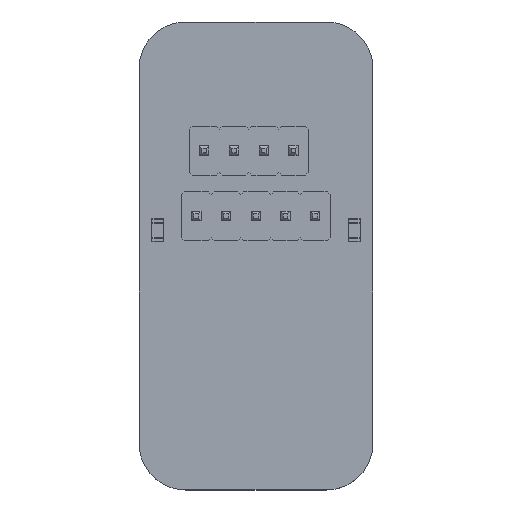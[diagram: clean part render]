
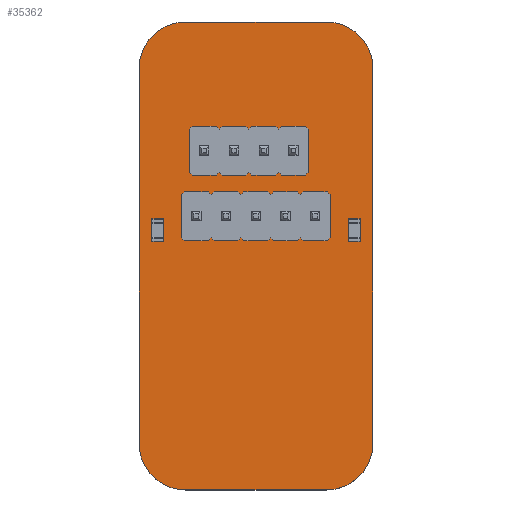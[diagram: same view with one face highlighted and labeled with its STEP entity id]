
A CAD part, top view. The second image highlights one B-rep face of the part: STEP entity #35362.
In plain terms, the highlighted planar face has unit normal (0, 0, 1).
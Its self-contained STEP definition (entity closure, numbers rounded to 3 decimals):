
#35090 = VERTEX_POINT('',#35091);
#35091 = CARTESIAN_POINT('',(3.,10.,1.6));
#35097 = EDGE_CURVE('',#35090,#35098,#35100,.T.);
#35098 = VERTEX_POINT('',#35099);
#35099 = CARTESIAN_POINT('',(4.997,8.143,1.6));
#35100 = CIRCLE('',#35101,1.998);
#35101 = AXIS2_PLACEMENT_3D('',#35102,#35103,#35104);
#35102 = CARTESIAN_POINT('',(3.005,8.002,1.6));
#35103 = DIRECTION('',(0.,0.,-1.));
#35104 = DIRECTION('',(-0.002,1.,0.));
#35132 = VERTEX_POINT('',#35133);
#35133 = CARTESIAN_POINT('',(-3.,10.,1.6));
#35139 = EDGE_CURVE('',#35132,#35090,#35140,.T.);
#35140 = LINE('',#35141,#35142);
#35141 = CARTESIAN_POINT('',(-3.,10.,1.6));
#35142 = VECTOR('',#35143,1.);
#35143 = DIRECTION('',(1.,0.,0.));
#35161 = EDGE_CURVE('',#35098,#35162,#35164,.T.);
#35162 = VERTEX_POINT('',#35163);
#35163 = CARTESIAN_POINT('',(5.,8.,1.6));
#35164 = LINE('',#35165,#35166);
#35165 = CARTESIAN_POINT('',(4.997,8.143,1.6));
#35166 = VECTOR('',#35167,1.);
#35167 = DIRECTION('',(0.018,-1.,0.));
#35362 = ADVANCED_FACE('',(#35363,#35433,#35444,#35455,#35466,#35477,
    #35488,#35499,#35510,#35521),#35532,.T.);
#35363 = FACE_BOUND('',#35364,.T.);
#35364 = EDGE_LOOP('',(#35365,#35366,#35367,#35375,#35384,#35392,#35401,
    #35409,#35417,#35426,#35432));
#35365 = ORIENTED_EDGE('',*,*,#35097,.F.);
#35366 = ORIENTED_EDGE('',*,*,#35139,.F.);
#35367 = ORIENTED_EDGE('',*,*,#35368,.F.);
#35368 = EDGE_CURVE('',#35369,#35132,#35371,.T.);
#35369 = VERTEX_POINT('',#35370);
#35370 = CARTESIAN_POINT('',(-3.143,9.997,1.6));
#35371 = LINE('',#35372,#35373);
#35372 = CARTESIAN_POINT('',(-3.143,9.997,1.6));
#35373 = VECTOR('',#35374,1.);
#35374 = DIRECTION('',(1.,0.018,0.));
#35375 = ORIENTED_EDGE('',*,*,#35376,.F.);
#35376 = EDGE_CURVE('',#35377,#35369,#35379,.T.);
#35377 = VERTEX_POINT('',#35378);
#35378 = CARTESIAN_POINT('',(-5.,8.,1.6));
#35379 = CIRCLE('',#35380,1.998);
#35380 = AXIS2_PLACEMENT_3D('',#35381,#35382,#35383);
#35381 = CARTESIAN_POINT('',(-3.002,8.005,1.6));
#35382 = DIRECTION('',(0.,0.,-1.));
#35383 = DIRECTION('',(-1.,-0.002,-0.));
#35384 = ORIENTED_EDGE('',*,*,#35385,.F.);
#35385 = EDGE_CURVE('',#35386,#35377,#35388,.T.);
#35386 = VERTEX_POINT('',#35387);
#35387 = CARTESIAN_POINT('',(-5.,-8.,1.6));
#35388 = LINE('',#35389,#35390);
#35389 = CARTESIAN_POINT('',(-5.,-8.,1.6));
#35390 = VECTOR('',#35391,1.);
#35391 = DIRECTION('',(0.,1.,0.));
#35392 = ORIENTED_EDGE('',*,*,#35393,.F.);
#35393 = EDGE_CURVE('',#35394,#35386,#35396,.T.);
#35394 = VERTEX_POINT('',#35395);
#35395 = CARTESIAN_POINT('',(-3.,-10.,1.6));
#35396 = CIRCLE('',#35397,2.);
#35397 = AXIS2_PLACEMENT_3D('',#35398,#35399,#35400);
#35398 = CARTESIAN_POINT('',(-3.,-8.,1.6));
#35399 = DIRECTION('',(0.,0.,-1.));
#35400 = DIRECTION('',(0.,-1.,0.));
#35401 = ORIENTED_EDGE('',*,*,#35402,.F.);
#35402 = EDGE_CURVE('',#35403,#35394,#35405,.T.);
#35403 = VERTEX_POINT('',#35404);
#35404 = CARTESIAN_POINT('',(3.,-10.,1.6));
#35405 = LINE('',#35406,#35407);
#35406 = CARTESIAN_POINT('',(3.,-10.,1.6));
#35407 = VECTOR('',#35408,1.);
#35408 = DIRECTION('',(-1.,0.,0.));
#35409 = ORIENTED_EDGE('',*,*,#35410,.F.);
#35410 = EDGE_CURVE('',#35411,#35403,#35413,.T.);
#35411 = VERTEX_POINT('',#35412);
#35412 = CARTESIAN_POINT('',(3.143,-9.997,1.6));
#35413 = LINE('',#35414,#35415);
#35414 = CARTESIAN_POINT('',(3.143,-9.997,1.6));
#35415 = VECTOR('',#35416,1.);
#35416 = DIRECTION('',(-1.,-0.018,0.));
#35417 = ORIENTED_EDGE('',*,*,#35418,.F.);
#35418 = EDGE_CURVE('',#35419,#35411,#35421,.T.);
#35419 = VERTEX_POINT('',#35420);
#35420 = CARTESIAN_POINT('',(5.,-8.,1.6));
#35421 = CIRCLE('',#35422,1.998);
#35422 = AXIS2_PLACEMENT_3D('',#35423,#35424,#35425);
#35423 = CARTESIAN_POINT('',(3.002,-8.005,1.6));
#35424 = DIRECTION('',(0.,0.,-1.));
#35425 = DIRECTION('',(1.,0.002,0.));
#35426 = ORIENTED_EDGE('',*,*,#35427,.F.);
#35427 = EDGE_CURVE('',#35162,#35419,#35428,.T.);
#35428 = LINE('',#35429,#35430);
#35429 = CARTESIAN_POINT('',(5.,8.,1.6));
#35430 = VECTOR('',#35431,1.);
#35431 = DIRECTION('',(0.,-1.,0.));
#35432 = ORIENTED_EDGE('',*,*,#35161,.F.);
#35433 = FACE_BOUND('',#35434,.T.);
#35434 = EDGE_LOOP('',(#35435));
#35435 = ORIENTED_EDGE('',*,*,#35436,.T.);
#35436 = EDGE_CURVE('',#35437,#35437,#35439,.T.);
#35437 = VERTEX_POINT('',#35438);
#35438 = CARTESIAN_POINT('',(-2.55,1.375,1.6));
#35439 = CIRCLE('',#35440,0.325);
#35440 = AXIS2_PLACEMENT_3D('',#35441,#35442,#35443);
#35441 = CARTESIAN_POINT('',(-2.55,1.7,1.6));
#35442 = DIRECTION('',(-0.,0.,-1.));
#35443 = DIRECTION('',(-0.,-1.,0.));
#35444 = FACE_BOUND('',#35445,.T.);
#35445 = EDGE_LOOP('',(#35446));
#35446 = ORIENTED_EDGE('',*,*,#35447,.T.);
#35447 = EDGE_CURVE('',#35448,#35448,#35450,.T.);
#35448 = VERTEX_POINT('',#35449);
#35449 = CARTESIAN_POINT('',(-1.28,1.375,1.6));
#35450 = CIRCLE('',#35451,0.325);
#35451 = AXIS2_PLACEMENT_3D('',#35452,#35453,#35454);
#35452 = CARTESIAN_POINT('',(-1.28,1.7,1.6));
#35453 = DIRECTION('',(-0.,0.,-1.));
#35454 = DIRECTION('',(-0.,-1.,0.));
#35455 = FACE_BOUND('',#35456,.T.);
#35456 = EDGE_LOOP('',(#35457));
#35457 = ORIENTED_EDGE('',*,*,#35458,.T.);
#35458 = EDGE_CURVE('',#35459,#35459,#35461,.T.);
#35459 = VERTEX_POINT('',#35460);
#35460 = CARTESIAN_POINT('',(-0.01,1.375,1.6));
#35461 = CIRCLE('',#35462,0.325);
#35462 = AXIS2_PLACEMENT_3D('',#35463,#35464,#35465);
#35463 = CARTESIAN_POINT('',(-0.01,1.7,1.6));
#35464 = DIRECTION('',(-0.,0.,-1.));
#35465 = DIRECTION('',(0.,-1.,-0.));
#35466 = FACE_BOUND('',#35467,.T.);
#35467 = EDGE_LOOP('',(#35468));
#35468 = ORIENTED_EDGE('',*,*,#35469,.T.);
#35469 = EDGE_CURVE('',#35470,#35470,#35472,.T.);
#35470 = VERTEX_POINT('',#35471);
#35471 = CARTESIAN_POINT('',(1.26,1.375,1.6));
#35472 = CIRCLE('',#35473,0.325);
#35473 = AXIS2_PLACEMENT_3D('',#35474,#35475,#35476);
#35474 = CARTESIAN_POINT('',(1.26,1.7,1.6));
#35475 = DIRECTION('',(-0.,0.,-1.));
#35476 = DIRECTION('',(-0.,-1.,0.));
#35477 = FACE_BOUND('',#35478,.T.);
#35478 = EDGE_LOOP('',(#35479));
#35479 = ORIENTED_EDGE('',*,*,#35480,.T.);
#35480 = EDGE_CURVE('',#35481,#35481,#35483,.T.);
#35481 = VERTEX_POINT('',#35482);
#35482 = CARTESIAN_POINT('',(2.53,1.375,1.6));
#35483 = CIRCLE('',#35484,0.325);
#35484 = AXIS2_PLACEMENT_3D('',#35485,#35486,#35487);
#35485 = CARTESIAN_POINT('',(2.53,1.7,1.6));
#35486 = DIRECTION('',(-0.,0.,-1.));
#35487 = DIRECTION('',(0.,-1.,0.));
#35488 = FACE_BOUND('',#35489,.T.);
#35489 = EDGE_LOOP('',(#35490));
#35490 = ORIENTED_EDGE('',*,*,#35491,.T.);
#35491 = EDGE_CURVE('',#35492,#35492,#35494,.T.);
#35492 = VERTEX_POINT('',#35493);
#35493 = CARTESIAN_POINT('',(-2.21,4.175,1.6));
#35494 = CIRCLE('',#35495,0.325);
#35495 = AXIS2_PLACEMENT_3D('',#35496,#35497,#35498);
#35496 = CARTESIAN_POINT('',(-2.21,4.5,1.6));
#35497 = DIRECTION('',(-0.,0.,-1.));
#35498 = DIRECTION('',(-0.,-1.,0.));
#35499 = FACE_BOUND('',#35500,.T.);
#35500 = EDGE_LOOP('',(#35501));
#35501 = ORIENTED_EDGE('',*,*,#35502,.T.);
#35502 = EDGE_CURVE('',#35503,#35503,#35505,.T.);
#35503 = VERTEX_POINT('',#35504);
#35504 = CARTESIAN_POINT('',(-0.94,4.175,1.6));
#35505 = CIRCLE('',#35506,0.325);
#35506 = AXIS2_PLACEMENT_3D('',#35507,#35508,#35509);
#35507 = CARTESIAN_POINT('',(-0.94,4.5,1.6));
#35508 = DIRECTION('',(-0.,0.,-1.));
#35509 = DIRECTION('',(-0.,-1.,0.));
#35510 = FACE_BOUND('',#35511,.T.);
#35511 = EDGE_LOOP('',(#35512));
#35512 = ORIENTED_EDGE('',*,*,#35513,.T.);
#35513 = EDGE_CURVE('',#35514,#35514,#35516,.T.);
#35514 = VERTEX_POINT('',#35515);
#35515 = CARTESIAN_POINT('',(0.33,4.175,1.6));
#35516 = CIRCLE('',#35517,0.325);
#35517 = AXIS2_PLACEMENT_3D('',#35518,#35519,#35520);
#35518 = CARTESIAN_POINT('',(0.33,4.5,1.6));
#35519 = DIRECTION('',(-0.,0.,-1.));
#35520 = DIRECTION('',(-0.,-1.,0.));
#35521 = FACE_BOUND('',#35522,.T.);
#35522 = EDGE_LOOP('',(#35523));
#35523 = ORIENTED_EDGE('',*,*,#35524,.T.);
#35524 = EDGE_CURVE('',#35525,#35525,#35527,.T.);
#35525 = VERTEX_POINT('',#35526);
#35526 = CARTESIAN_POINT('',(1.6,4.175,1.6));
#35527 = CIRCLE('',#35528,0.325);
#35528 = AXIS2_PLACEMENT_3D('',#35529,#35530,#35531);
#35529 = CARTESIAN_POINT('',(1.6,4.5,1.6));
#35530 = DIRECTION('',(-0.,0.,-1.));
#35531 = DIRECTION('',(-0.,-1.,0.));
#35532 = PLANE('',#35533);
#35533 = AXIS2_PLACEMENT_3D('',#35534,#35535,#35536);
#35534 = CARTESIAN_POINT('',(0.,0.,1.6));
#35535 = DIRECTION('',(0.,0.,1.));
#35536 = DIRECTION('',(1.,0.,-0.));
